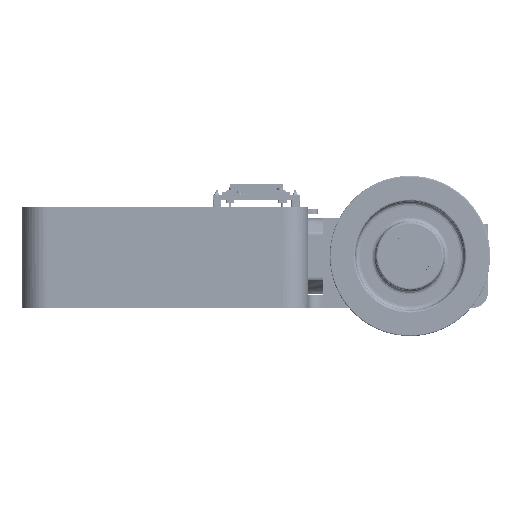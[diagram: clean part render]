
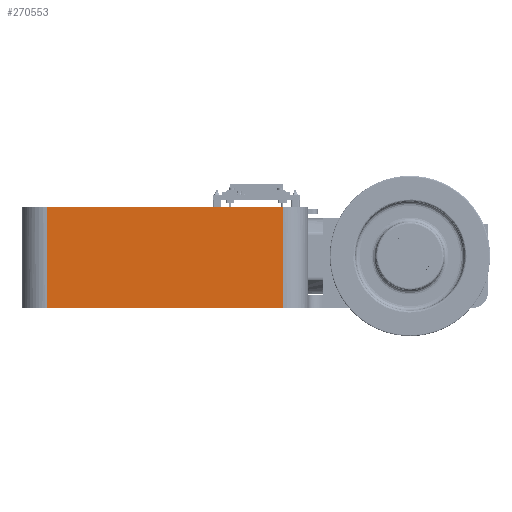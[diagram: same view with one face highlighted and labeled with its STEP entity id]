
A CAD part, left-side view. The second image highlights one B-rep face of the part: STEP entity #270553.
In plain terms, the highlighted free-form (B-spline) face has degree [1, 1] with [2, 2] control points.
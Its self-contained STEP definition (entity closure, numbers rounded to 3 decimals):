
#269832 = VERTEX_POINT('',#269833);
#269833 = CARTESIAN_POINT('',(0.,204.111,0.));
#269934 = VERTEX_POINT('',#269935);
#269935 = CARTESIAN_POINT('',(0.,100.2,0.));
#269941 = EDGE_CURVE('',#269832,#269934,#269942,.T.);
#269942 = B_SPLINE_CURVE_WITH_KNOTS('',1,(#269943,#269944),
  .UNSPECIFIED.,.F.,.F.,(2,2),(7.5,77.5),
  .PIECEWISE_BEZIER_KNOTS.);
#269943 = CARTESIAN_POINT('',(0.,204.111,0.));
#269944 = CARTESIAN_POINT('',(0.,100.2,0.));
#270527 = VERTEX_POINT('',#270528);
#270528 = CARTESIAN_POINT('',(0.,204.111,44.533));
#270542 = EDGE_CURVE('',#269832,#270527,#270543,.T.);
#270543 = B_SPLINE_CURVE_WITH_KNOTS('',1,(#270544,#270545),
  .UNSPECIFIED.,.F.,.F.,(2,2),(0.,30.),.PIECEWISE_BEZIER_KNOTS.);
#270544 = CARTESIAN_POINT('',(0.,204.111,0.));
#270545 = CARTESIAN_POINT('',(0.,204.111,44.533));
#270553 = ADVANCED_FACE('',(#270554),#270570,.T.);
#270554 = FACE_BOUND('',#270555,.T.);
#270555 = EDGE_LOOP('',(#270556,#270557,#270558,#270565));
#270556 = ORIENTED_EDGE('',*,*,#270542,.F.);
#270557 = ORIENTED_EDGE('',*,*,#269941,.T.);
#270558 = ORIENTED_EDGE('',*,*,#270559,.F.);
#270559 = EDGE_CURVE('',#270560,#269934,#270562,.T.);
#270560 = VERTEX_POINT('',#270561);
#270561 = CARTESIAN_POINT('',(0.,100.2,44.533));
#270562 = B_SPLINE_CURVE_WITH_KNOTS('',1,(#270563,#270564),
  .UNSPECIFIED.,.F.,.F.,(2,2),(-30.,0.),.PIECEWISE_BEZIER_KNOTS.);
#270563 = CARTESIAN_POINT('',(0.,100.2,44.533));
#270564 = CARTESIAN_POINT('',(0.,100.2,0.));
#270565 = ORIENTED_EDGE('',*,*,#270566,.F.);
#270566 = EDGE_CURVE('',#270527,#270560,#270567,.T.);
#270567 = B_SPLINE_CURVE_WITH_KNOTS('',1,(#270568,#270569),
  .UNSPECIFIED.,.F.,.F.,(2,2),(7.5,77.5),
  .PIECEWISE_BEZIER_KNOTS.);
#270568 = CARTESIAN_POINT('',(0.,204.111,44.533));
#270569 = CARTESIAN_POINT('',(0.,100.2,44.533));
#270570 = B_SPLINE_SURFACE_WITH_KNOTS('',1,1,(
    (#270571,#270572)
    ,(#270573,#270574
    )),.UNSPECIFIED.,.F.,.F.,.F.,(2,2),(2,2),(7.5,77.5),(0.,
    30.),.PIECEWISE_BEZIER_KNOTS.);
#270571 = CARTESIAN_POINT('',(0.,204.111,0.));
#270572 = CARTESIAN_POINT('',(0.,204.111,44.533));
#270573 = CARTESIAN_POINT('',(0.,100.2,0.));
#270574 = CARTESIAN_POINT('',(0.,100.2,44.533));
